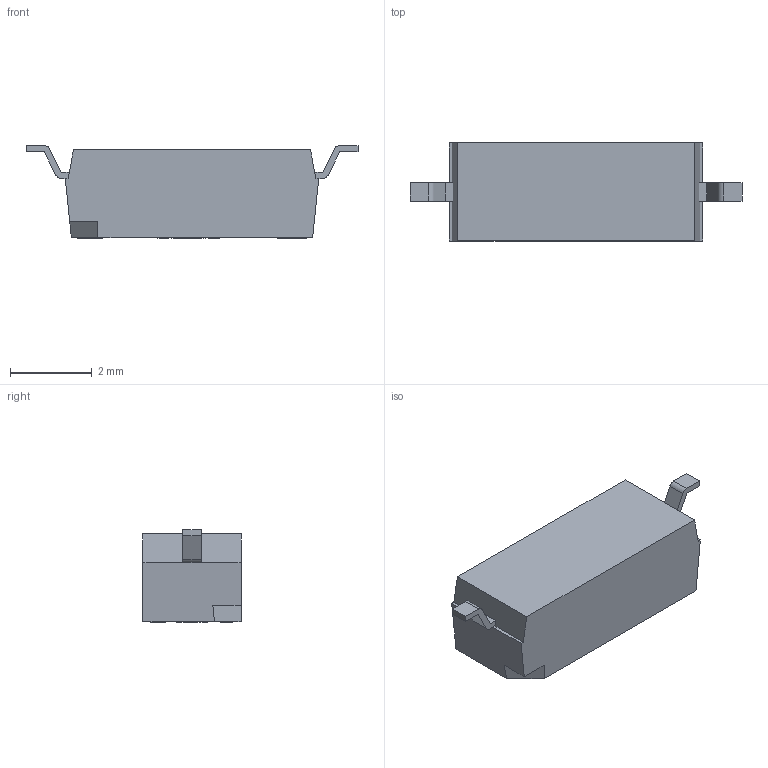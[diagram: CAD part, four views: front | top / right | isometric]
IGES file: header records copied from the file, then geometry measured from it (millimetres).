
Start section:  PTC IGES file: khs12.igs
Global section: file name: khs12.igs; native system: Pro/ENGINEER by Parametric Technology Corporation; preprocessor: 2010280; author: ck004; organization: Unknown; date: 20120312.130409; units: millimetre
Bounding box: 8.12 x 2.4 x 2.26 mm (x, y, z)
Surface area: 72.6 mm2 (no closed solid volume)
Topology: 0 solids, 0 shells, 345 faces, 1946 edges, 1946 vertices
Faces by surface type: bspline 339, revolution 6
